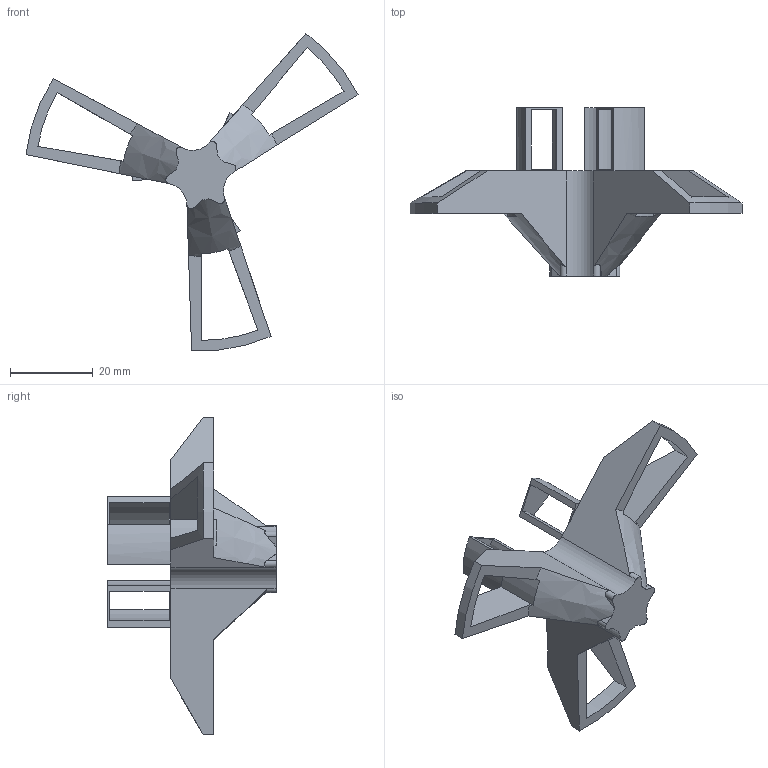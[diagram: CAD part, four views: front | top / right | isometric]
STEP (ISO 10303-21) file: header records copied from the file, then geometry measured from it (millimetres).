
FILE_DESCRIPTION((''),'2;1');
FILE_NAME('MOUNT_07_1','2025-12-14T18:27:20',('zadro'),(''),'CREO PARAMETRIC BY PTC INC, 2025102','CREO PARAMETRIC BY PTC INC, 2025102','');
FILE_SCHEMA(('CONFIG_CONTROL_DESIGN'));
Length unit declared in the file: inch
Products named in the file (1): MOUNT_07_1
Bounding box: 80.21 x 40.64 x 76.67 mm (x, y, z)
Volume: 15451.7 mm3; surface area: 8793 mm2
Topology: 1 solids, 1 shells, 83 faces, 249 edges, 162 vertices
Faces by surface type: plane 41, cylinder 36, cone 6
Entity records: 3005 total; most frequent: CARTESIAN_POINT 690, ORIENTED_EDGE 498, DIRECTION 463, EDGE_CURVE 249, VERTEX_POINT 162, AXIS2_PLACEMENT_3D 161, VECTOR 141, LINE 141
